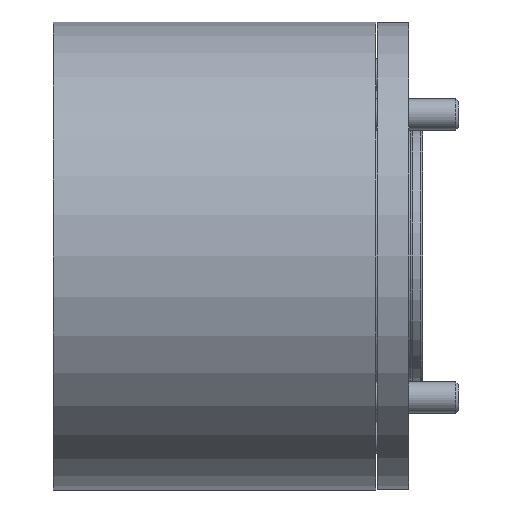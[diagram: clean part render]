
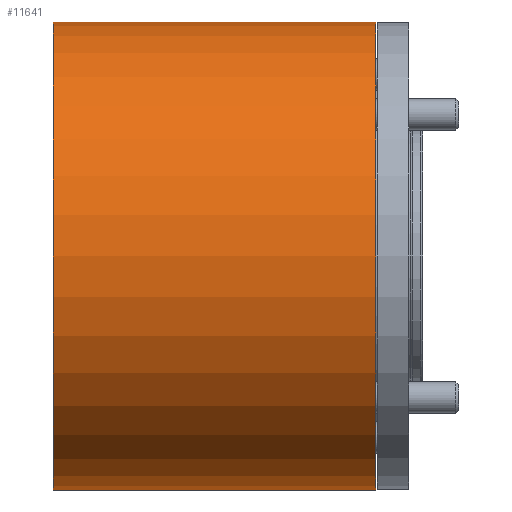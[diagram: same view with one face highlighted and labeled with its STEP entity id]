
A CAD part, front view. The second image highlights one B-rep face of the part: STEP entity #11641.
In plain terms, the highlighted cylindrical face has radius 45 mm (diameter 90 mm), a partial arc.
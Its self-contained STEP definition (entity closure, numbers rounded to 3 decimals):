
#103 = DIRECTION ( 'NONE',  ( 0., 0., 1. ) ) ;
#120 = DIRECTION ( 'NONE',  ( -1., 0., 0. ) ) ;
#420 = EDGE_CURVE ( 'NONE', #493, #7846, #6811, .T. ) ;
#493 = VERTEX_POINT ( 'NONE', #4489 ) ;
#541 = ORIENTED_EDGE ( 'NONE', *, *, #420, .T. ) ;
#806 = LINE ( 'NONE', #7085, #3045 ) ;
#1177 = AXIS2_PLACEMENT_3D ( 'NONE', #13094, #1847, #3896 ) ;
#1683 = EDGE_CURVE ( 'NONE', #7846, #2363, #10964, .T. ) ;
#1712 = CARTESIAN_POINT ( 'NONE',  ( 0., 0., 45. ) ) ;
#1847 = DIRECTION ( 'NONE',  ( -1., 0., 0. ) ) ;
#2363 = VERTEX_POINT ( 'NONE', #1712 ) ;
#3045 = VECTOR ( 'NONE', #8209, 1000. ) ;
#3896 = DIRECTION ( 'NONE',  ( 0., 0., 1. ) ) ;
#4229 = CARTESIAN_POINT ( 'NONE',  ( 62., 0., 0. ) ) ;
#4341 = AXIS2_PLACEMENT_3D ( 'NONE', #9177, #12384, #103 ) ;
#4489 = CARTESIAN_POINT ( 'NONE',  ( 62., 0., -45. ) ) ;
#4812 = FACE_OUTER_BOUND ( 'NONE', #11798, .T. ) ;
#4910 = CARTESIAN_POINT ( 'NONE',  ( 0., 0., -45. ) ) ;
#5579 = EDGE_CURVE ( 'NONE', #493, #12279, #806, .T. ) ;
#6811 = CIRCLE ( 'NONE', #12443, 45. ) ;
#6941 = VECTOR ( 'NONE', #11463, 1000. ) ;
#7072 = CIRCLE ( 'NONE', #1177, 45. ) ;
#7085 = CARTESIAN_POINT ( 'NONE',  ( -39.259, 0., -45. ) ) ;
#7829 = ORIENTED_EDGE ( 'NONE', *, *, #1683, .T. ) ;
#7846 = VERTEX_POINT ( 'NONE', #9823 ) ;
#8209 = DIRECTION ( 'NONE',  ( -1., 0., 0. ) ) ;
#9177 = CARTESIAN_POINT ( 'NONE',  ( -39.259, 0., 0. ) ) ;
#9513 = DIRECTION ( 'NONE',  ( 0., 0., 1. ) ) ;
#9794 = ORIENTED_EDGE ( 'NONE', *, *, #5579, .F. ) ;
#9823 = CARTESIAN_POINT ( 'NONE',  ( 62., 0., 45. ) ) ;
#10817 = ORIENTED_EDGE ( 'NONE', *, *, #10870, .F. ) ;
#10870 = EDGE_CURVE ( 'NONE', #12279, #2363, #7072, .T. ) ;
#10964 = LINE ( 'NONE', #11504, #6941 ) ;
#11463 = DIRECTION ( 'NONE',  ( -1., 0., 0. ) ) ;
#11504 = CARTESIAN_POINT ( 'NONE',  ( -39.259, 0., 45. ) ) ;
#11641 = ADVANCED_FACE ( 'NONE', ( #4812 ), #12049, .T. ) ;
#11798 = EDGE_LOOP ( 'NONE', ( #9794, #541, #7829, #10817 ) ) ;
#12049 = CYLINDRICAL_SURFACE ( 'NONE', #4341, 45. ) ;
#12279 = VERTEX_POINT ( 'NONE', #4910 ) ;
#12384 = DIRECTION ( 'NONE',  ( -1., 0., 0. ) ) ;
#12443 = AXIS2_PLACEMENT_3D ( 'NONE', #4229, #120, #9513 ) ;
#13094 = CARTESIAN_POINT ( 'NONE',  ( 0., 0., 0. ) ) ;
